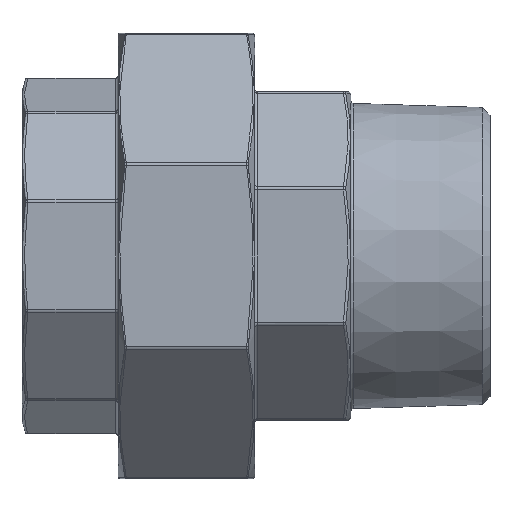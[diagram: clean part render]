
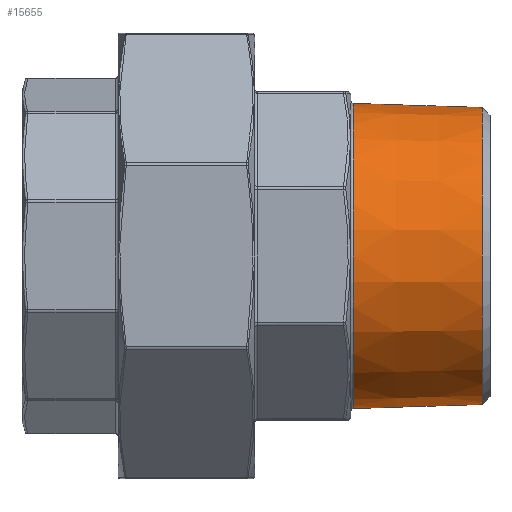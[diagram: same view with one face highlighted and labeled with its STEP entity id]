
A CAD part, front view. The second image highlights one B-rep face of the part: STEP entity #15655.
In plain terms, the highlighted conical face has half-angle 1.778 degrees and reference radius 29.807 mm.
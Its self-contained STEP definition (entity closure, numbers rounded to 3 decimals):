
#242 = FACE_BOUND ( 'NONE', #2571, .T. ) ;
#315 = DIRECTION ( 'NONE',  ( -1., 0., 0. ) ) ;
#384 = AXIS2_PLACEMENT_3D ( 'NONE', #18181, #14668, #11520 ) ;
#455 = EDGE_LOOP ( 'NONE', ( #2816 ) ) ;
#1070 = EDGE_CURVE ( 'NONE', #17315, #17315, #9889, .T. ) ;
#1778 = CARTESIAN_POINT ( 'NONE',  ( 42.1, 0., 0. ) ) ;
#2571 = EDGE_LOOP ( 'NONE', ( #8333 ) ) ;
#2816 = ORIENTED_EDGE ( 'NONE', *, *, #15533, .T. ) ;
#3311 = CARTESIAN_POINT ( 'NONE',  ( 56.473, 0., 0. ) ) ;
#3593 = AXIS2_PLACEMENT_3D ( 'NONE', #1778, #15758, #14436 ) ;
#5327 = FACE_OUTER_BOUND ( 'NONE', #455, .T. ) ;
#8333 = ORIENTED_EDGE ( 'NONE', *, *, #1070, .T. ) ;
#9097 = CARTESIAN_POINT ( 'NONE',  ( 56.473, 0., 29.361 ) ) ;
#9889 = CIRCLE ( 'NONE', #10603, 29.361 ) ;
#10281 = CIRCLE ( 'NONE', #384, 30.152 ) ;
#10603 = AXIS2_PLACEMENT_3D ( 'NONE', #3311, #315, #18707 ) ;
#11520 = DIRECTION ( 'NONE',  ( 0., 0., 1. ) ) ;
#14436 = DIRECTION ( 'NONE',  ( 0., 0., 1. ) ) ;
#14668 = DIRECTION ( 'NONE',  ( 1., 0., 0. ) ) ;
#15200 = CARTESIAN_POINT ( 'NONE',  ( 30.984, 0., 30.152 ) ) ;
#15533 = EDGE_CURVE ( 'NONE', #20182, #20182, #10281, .T. ) ;
#15655 = ADVANCED_FACE ( 'NONE', ( #5327, #242 ), #21147, .T. ) ;
#15758 = DIRECTION ( 'NONE',  ( -1., 0., 0. ) ) ;
#17315 = VERTEX_POINT ( 'NONE', #9097 ) ;
#18181 = CARTESIAN_POINT ( 'NONE',  ( 30.984, 0., 0. ) ) ;
#18707 = DIRECTION ( 'NONE',  ( 0., 0., 1. ) ) ;
#20182 = VERTEX_POINT ( 'NONE', #15200 ) ;
#21147 = CONICAL_SURFACE ( 'NONE', #3593, 29.807, 0.031 ) ;
